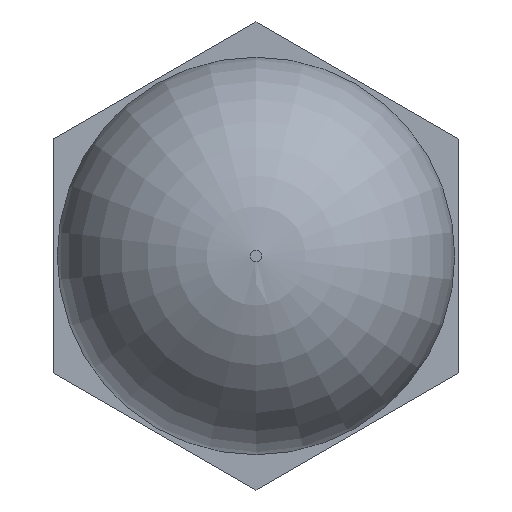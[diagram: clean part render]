
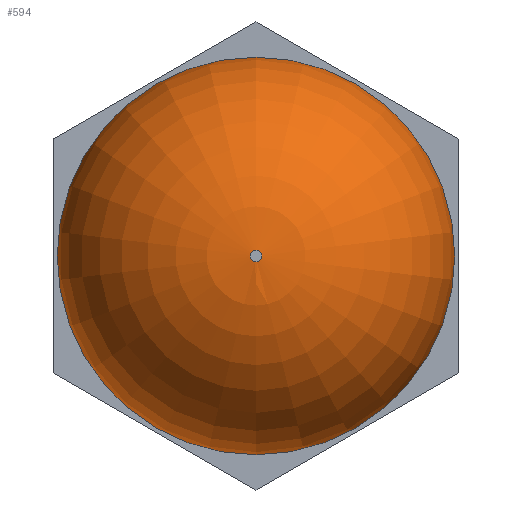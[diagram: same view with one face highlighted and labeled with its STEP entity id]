
A CAD part, front view. The second image highlights one B-rep face of the part: STEP entity #594.
In plain terms, the highlighted toroidal (fillet/blend) face has major radius 0.114 mm and minor radius 3.81 mm.
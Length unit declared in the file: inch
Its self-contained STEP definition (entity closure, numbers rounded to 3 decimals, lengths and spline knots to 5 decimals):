
#124 = ORIENTED_EDGE ( 'NONE', *, *, #837, .F. ) ;
#189 = CARTESIAN_POINT ( 'NONE',  ( 0., -0.725, 0. ) ) ;
#214 = AXIS2_PLACEMENT_3D ( 'NONE', #189, #218, #219 ) ;
#218 = DIRECTION ( 'NONE',  ( 0., -1., 0. ) ) ;
#219 = DIRECTION ( 'NONE',  ( 0., 0., -1. ) ) ;
#283 = AXIS2_PLACEMENT_3D ( 'NONE', #1127, #1121, #1116 ) ;
#343 = VERTEX_POINT ( 'NONE', #928 ) ;
#344 = AXIS2_PLACEMENT_3D ( 'NONE', #1155, #1153, #1139 ) ;
#559 = CIRCLE ( 'NONE', #283, 0.1545 ) ;
#563 = CIRCLE ( 'NONE', #344, 0.0045 ) ;
#594 = ADVANCED_FACE ( 'NONE', ( #955, #933 ), #908, .T. ) ;
#771 = VERTEX_POINT ( 'NONE', #926 ) ;
#837 = EDGE_CURVE ( 'NONE', #343, #343, #563, .T. ) ;
#838 = EDGE_CURVE ( 'NONE', #771, #771, #559, .T. ) ;
#908 = TOROIDAL_SURFACE ( 'NONE', #214, 0.0045, 0.15 ) ;
#926 = CARTESIAN_POINT ( 'NONE',  ( 0., -0.725, -0.1545 ) ) ;
#928 = CARTESIAN_POINT ( 'NONE',  ( 0., -0.875, -0.0045 ) ) ;
#933 = FACE_OUTER_BOUND ( 'NONE', #1923, .T. ) ;
#955 = FACE_OUTER_BOUND ( 'NONE', #1333, .T. ) ;
#1116 = DIRECTION ( 'NONE',  ( 0., 0., -1. ) ) ;
#1121 = DIRECTION ( 'NONE',  ( 0., 1., 0. ) ) ;
#1127 = CARTESIAN_POINT ( 'NONE',  ( 0., -0.725, 0. ) ) ;
#1139 = DIRECTION ( 'NONE',  ( 0., 0., -1. ) ) ;
#1153 = DIRECTION ( 'NONE',  ( 0., -1., 0. ) ) ;
#1155 = CARTESIAN_POINT ( 'NONE',  ( 0., -0.875, 0. ) ) ;
#1333 = EDGE_LOOP ( 'NONE', ( #1919 ) ) ;
#1919 = ORIENTED_EDGE ( 'NONE', *, *, #838, .F. ) ;
#1923 = EDGE_LOOP ( 'NONE', ( #124 ) ) ;
